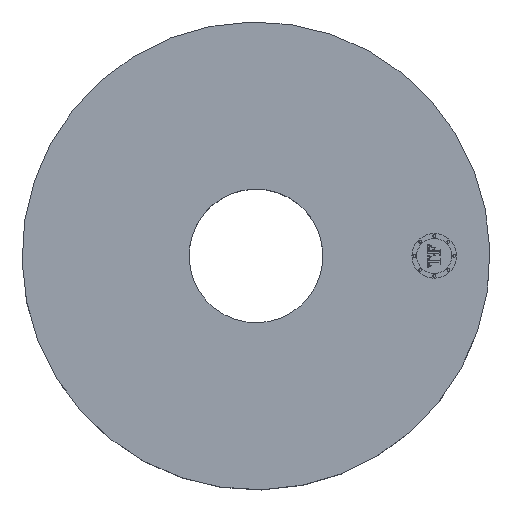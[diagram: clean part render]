
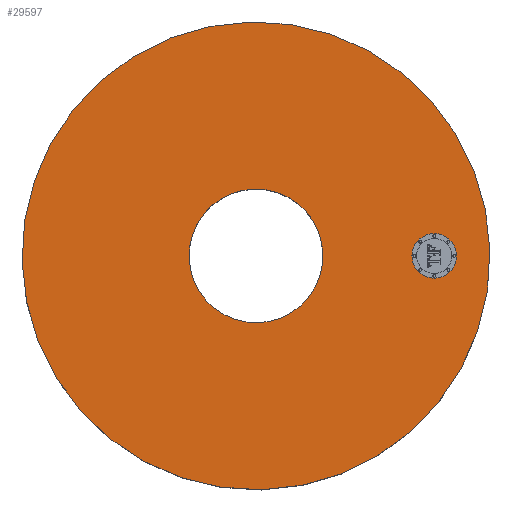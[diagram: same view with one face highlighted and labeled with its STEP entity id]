
A CAD part, top view. The second image highlights one B-rep face of the part: STEP entity #29597.
In plain terms, the highlighted planar face has unit normal (0, 0, 1).
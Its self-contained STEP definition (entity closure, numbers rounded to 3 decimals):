
#4090=AXIS2_PLACEMENT_3D('Circle Axis2P3D',#4088,#4089,$) ;
#4109=AXIS2_PLACEMENT_3D('Circle Axis2P3D',#4107,#4108,$) ;
#5121=AXIS2_PLACEMENT_3D('Circle Axis2P3D',#5119,#5120,$) ;
#5147=AXIS2_PLACEMENT_3D('Circle Axis2P3D',#5145,#5146,$) ;
#29569=AXIS2_PLACEMENT_3D('Plane Axis2P3D',#29566,#29567,#29568) ;
#29581=AXIS2_PLACEMENT_3D('Circle Axis2P3D',#29579,#29580,$) ;
#29590=AXIS2_PLACEMENT_3D('Circle Axis2P3D',#29588,#29589,$) ;
#4085=CARTESIAN_POINT('Vertex',(-2.517,-4.607,2.5)) ;
#4088=CARTESIAN_POINT('Axis2P3D Location',(0.,0.,2.5)) ;
#4092=CARTESIAN_POINT('Vertex',(2.517,4.607,2.5)) ;
#4107=CARTESIAN_POINT('Axis2P3D Location',(0.,0.,2.5)) ;
#5119=CARTESIAN_POINT('Axis2P3D Location',(0.,0.,2.5)) ;
#5123=CARTESIAN_POINT('Vertex',(0.719,1.316,2.5)) ;
#5125=CARTESIAN_POINT('Vertex',(-0.719,-1.316,2.5)) ;
#5145=CARTESIAN_POINT('Axis2P3D Location',(0.,0.,2.5)) ;
#29566=CARTESIAN_POINT('Axis2P3D Location',(0.,1.5,2.5)) ;
#29579=CARTESIAN_POINT('Axis2P3D Location',(4.,0.,2.5)) ;
#29583=CARTESIAN_POINT('Vertex',(4.,-0.5,2.5)) ;
#29585=CARTESIAN_POINT('Vertex',(4.,0.5,2.5)) ;
#29588=CARTESIAN_POINT('Axis2P3D Location',(4.,0.,2.5)) ;
#4089=DIRECTION('Axis2P3D Direction',(0.,0.,-0.039)) ;
#4108=DIRECTION('Axis2P3D Direction',(0.,0.,-0.039)) ;
#5120=DIRECTION('Axis2P3D Direction',(0.,0.,-0.039)) ;
#5146=DIRECTION('Axis2P3D Direction',(0.,0.,-0.039)) ;
#29567=DIRECTION('Axis2P3D Direction',(0.,0.,-0.039)) ;
#29568=DIRECTION('Axis2P3D XDirection',(0.039,0.,0.)) ;
#29580=DIRECTION('Axis2P3D Direction',(0.,0.,-0.039)) ;
#29589=DIRECTION('Axis2P3D Direction',(0.,0.,-0.039)) ;
#29572=ORIENTED_EDGE('',*,*,#4111,.F.) ;
#29573=ORIENTED_EDGE('',*,*,#4094,.F.) ;
#29576=ORIENTED_EDGE('',*,*,#5149,.T.) ;
#29577=ORIENTED_EDGE('',*,*,#5127,.T.) ;
#29594=ORIENTED_EDGE('',*,*,#29587,.F.) ;
#29595=ORIENTED_EDGE('',*,*,#29592,.F.) ;
#29578=FACE_BOUND('',#29575,.T.) ;
#29596=FACE_BOUND('',#29593,.T.) ;
#29597=ADVANCED_FACE('PartBody',(#29574,#29578,#29596),#29570,.F.) ;
#4091=CIRCLE('generated circle',#4090,5.25) ;
#4110=CIRCLE('generated circle',#4109,5.25) ;
#5122=CIRCLE('generated circle',#5121,1.5) ;
#5148=CIRCLE('generated circle',#5147,1.5) ;
#29582=CIRCLE('generated circle',#29581,0.5) ;
#29591=CIRCLE('generated circle',#29590,0.5) ;
#4094=EDGE_CURVE('',#4086,#4093,#4091,.T.) ;
#4111=EDGE_CURVE('',#4093,#4086,#4110,.T.) ;
#5127=EDGE_CURVE('',#5124,#5126,#5122,.T.) ;
#5149=EDGE_CURVE('',#5126,#5124,#5148,.T.) ;
#29587=EDGE_CURVE('',#29584,#29586,#29582,.F.) ;
#29592=EDGE_CURVE('',#29586,#29584,#29591,.F.) ;
#29571=EDGE_LOOP('',(#29572,#29573)) ;
#29575=EDGE_LOOP('',(#29576,#29577)) ;
#29593=EDGE_LOOP('',(#29594,#29595)) ;
#29574=FACE_OUTER_BOUND('',#29571,.T.) ;
#29570=PLANE('',#29569) ;
#4086=VERTEX_POINT('',#4085) ;
#4093=VERTEX_POINT('',#4092) ;
#5124=VERTEX_POINT('',#5123) ;
#5126=VERTEX_POINT('',#5125) ;
#29584=VERTEX_POINT('',#29583) ;
#29586=VERTEX_POINT('',#29585) ;
